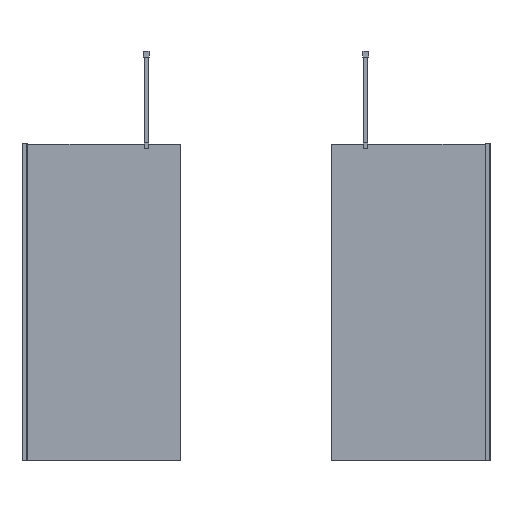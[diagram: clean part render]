
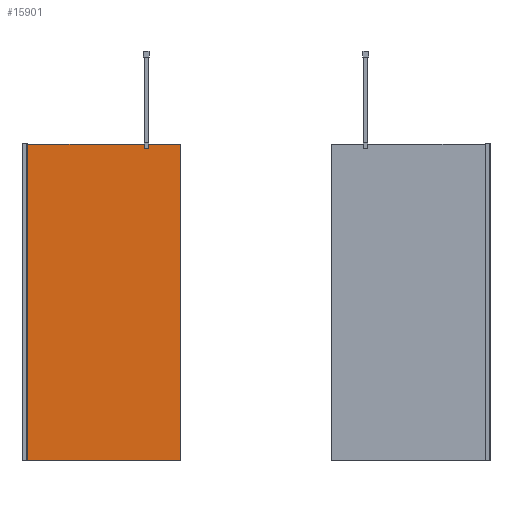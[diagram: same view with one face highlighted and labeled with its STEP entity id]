
A CAD part, top view. The second image highlights one B-rep face of the part: STEP entity #15901.
In plain terms, the highlighted planar face has unit normal (0, 0, 1).
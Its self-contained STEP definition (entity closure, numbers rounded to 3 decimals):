
#9523 = EDGE_LOOP ( 'NONE', ( #10998, #11008, #11022, #10978 ) ) ;
#10978 = ORIENTED_EDGE ( 'NONE', *, *, #19393, .T. ) ;
#10998 = ORIENTED_EDGE ( 'NONE', *, *, #19329, .T. ) ;
#11008 = ORIENTED_EDGE ( 'NONE', *, *, #19427, .T. ) ;
#11022 = ORIENTED_EDGE ( 'NONE', *, *, #19418, .T. ) ;
#11972 = VECTOR ( 'NONE', #25944, 1000. ) ;
#11986 = LINE ( 'NONE', #25942, #11972 ) ;
#12151 = LINE ( 'NONE', #26321, #12241 ) ;
#12159 = VECTOR ( 'NONE', #26482, 1000. ) ;
#12233 = LINE ( 'NONE', #26341, #12159 ) ;
#12241 = VECTOR ( 'NONE', #26251, 1000. ) ;
#12315 = VECTOR ( 'NONE', #26465, 1000. ) ;
#12319 = LINE ( 'NONE', #26474, #12315 ) ;
#13188 = PLANE ( 'NONE',  #18661 ) ;
#13260 = CARTESIAN_POINT ( 'NONE',  ( 0., 1997., 10. ) ) ;
#13299 = DIRECTION ( 'NONE',  ( 0., 0., -1. ) ) ;
#13301 = DIRECTION ( 'NONE',  ( -1., 0., 0. ) ) ;
#15901 = ADVANCED_FACE ( 'NONE', ( #18808 ), #13188, .F. ) ;
#17228 = VERTEX_POINT ( 'NONE', #30764 ) ;
#17246 = VERTEX_POINT ( 'NONE', #30757 ) ;
#17254 = VERTEX_POINT ( 'NONE', #30190 ) ;
#17274 = VERTEX_POINT ( 'NONE', #30205 ) ;
#18661 = AXIS2_PLACEMENT_3D ( 'NONE', #13260, #13299, #13301 ) ;
#18808 = FACE_OUTER_BOUND ( 'NONE', #9523, .T. ) ;
#19329 = EDGE_CURVE ( 'NONE', #17254, #17274, #11986, .T. ) ;
#19393 = EDGE_CURVE ( 'NONE', #17228, #17254, #12151, .T. ) ;
#19418 = EDGE_CURVE ( 'NONE', #17246, #17228, #12233, .T. ) ;
#19427 = EDGE_CURVE ( 'NONE', #17274, #17246, #12319, .T. ) ;
#25942 = CARTESIAN_POINT ( 'NONE',  ( 994., 1997., 10. ) ) ;
#25944 = DIRECTION ( 'NONE',  ( 0., 1., 0. ) ) ;
#26251 = DIRECTION ( 'NONE',  ( 1., 0., 0. ) ) ;
#26321 = CARTESIAN_POINT ( 'NONE',  ( 0., 1., 10. ) ) ;
#26341 = CARTESIAN_POINT ( 'NONE',  ( 1., 1997., 10. ) ) ;
#26465 = DIRECTION ( 'NONE',  ( -1., 0., 0. ) ) ;
#26474 = CARTESIAN_POINT ( 'NONE',  ( 0., 1996., 10. ) ) ;
#26482 = DIRECTION ( 'NONE',  ( 0., -1., 0. ) ) ;
#30190 = CARTESIAN_POINT ( 'NONE',  ( 994., 1., 10. ) ) ;
#30205 = CARTESIAN_POINT ( 'NONE',  ( 994., 1996., 10. ) ) ;
#30757 = CARTESIAN_POINT ( 'NONE',  ( 1., 1996., 10. ) ) ;
#30764 = CARTESIAN_POINT ( 'NONE',  ( 1., 1., 10. ) ) ;
